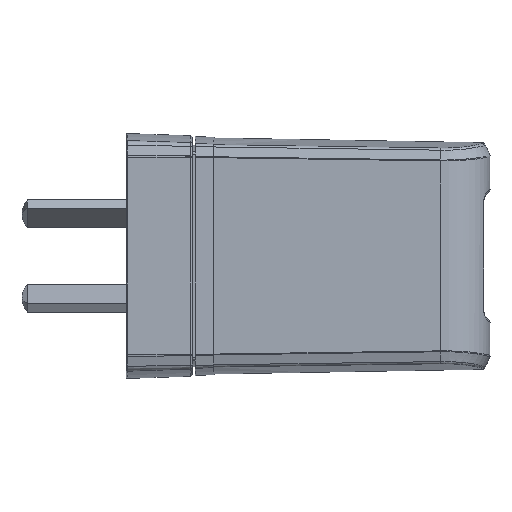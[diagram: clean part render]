
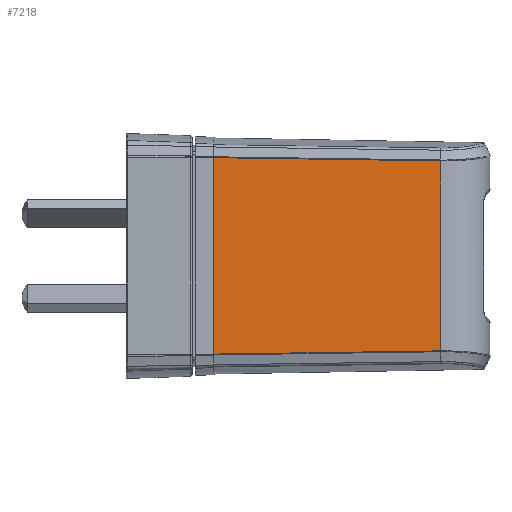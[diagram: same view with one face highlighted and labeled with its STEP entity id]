
A CAD part, top view. The second image highlights one B-rep face of the part: STEP entity #7218.
In plain terms, the highlighted planar face has unit normal (0.018, 0, 1).
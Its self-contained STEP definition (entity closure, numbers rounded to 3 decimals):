
#1207=CARTESIAN_POINT('',(-19.4,15.992,16.744));
#1209=DIRECTION('',(0.,-1.,0.));
#1210=VECTOR('',#1209,31.985);
#1211=CARTESIAN_POINT('',(-19.4,15.992,16.744));
#1212=LINE('',#1211,#1210);
#1399=DIRECTION('',(1.,-0.014,-0.017));
#1400=VECTOR('',#1399,36.952);
#1401=CARTESIAN_POINT('',(-19.4,15.992,16.744));
#1402=LINE('',#1401,#1400);
#1403=DIRECTION('',(-1.,-0.014,0.017));
#1404=VECTOR('',#1403,36.952);
#1405=CARTESIAN_POINT('',(17.543,-15.468,16.1));
#1406=LINE('',#1405,#1404);
#1729=DIRECTION('',(0.,1.,0.));
#1730=VECTOR('',#1729,30.936);
#1731=CARTESIAN_POINT('',(17.543,-15.468,16.1));
#1732=LINE('',#1731,#1730);
#4427=VERTEX_POINT('',#1207);
#4428=CARTESIAN_POINT('',(-19.4,-15.992,
16.744));
#4429=VERTEX_POINT('',#4428);
#4467=CARTESIAN_POINT('',(17.543,-15.468,16.1));
#4468=VERTEX_POINT('',#4467);
#4469=CARTESIAN_POINT('',(17.543,15.468,16.1));
#4470=VERTEX_POINT('',#4469);
#7205=CARTESIAN_POINT('',(-22.562,-25.05,16.8));
#7206=DIRECTION('',(0.017,0.,1.));
#7207=DIRECTION('',(1.,0.,-0.017));
#7208=AXIS2_PLACEMENT_3D('',#7205,#7206,#7207);
#7209=PLANE('',#7208);
#7210=ORIENTED_EDGE('',*,*,#6956,.F.);
#7212=ORIENTED_EDGE('',*,*,#7211,.T.);
#7214=ORIENTED_EDGE('',*,*,#7213,.F.);
#7215=ORIENTED_EDGE('',*,*,#7197,.T.);
#7216=EDGE_LOOP('',(#7210,#7212,#7214,#7215));
#7217=FACE_OUTER_BOUND('',#7216,.F.);
#7218=ADVANCED_FACE('',(#7217),#7209,.T.);
#6956=EDGE_CURVE('',#4427,#4429,#1212,.T.);
#7197=EDGE_CURVE('',#4468,#4429,#1406,.T.);
#7211=EDGE_CURVE('',#4427,#4470,#1402,.T.);
#7213=EDGE_CURVE('',#4468,#4470,#1732,.T.);
